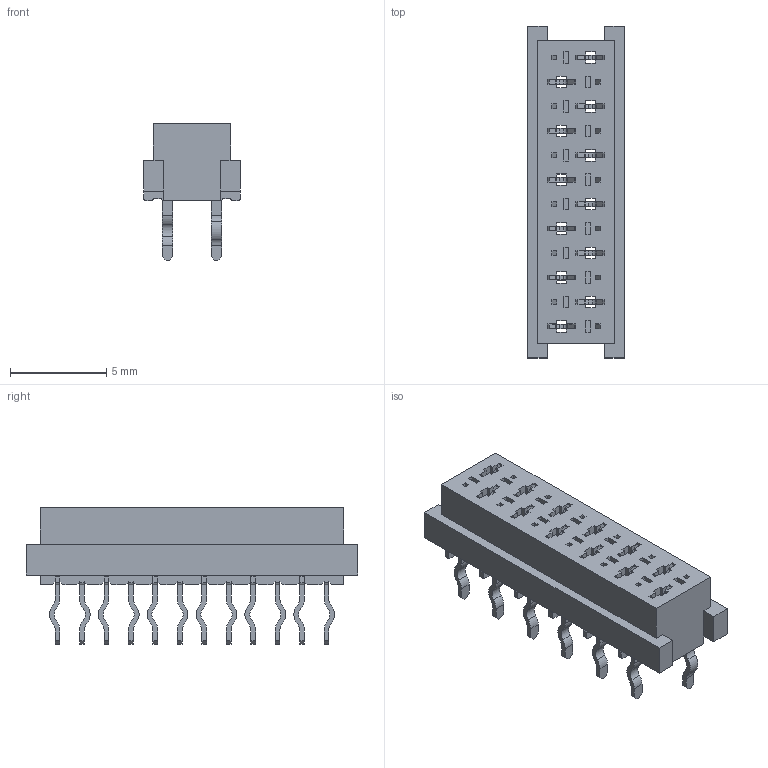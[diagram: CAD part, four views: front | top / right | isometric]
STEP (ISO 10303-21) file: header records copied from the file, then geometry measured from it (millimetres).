
FILE_DESCRIPTION(/* description */ ('Unknown'),/* implementation_level */ '2;1');
FILE_NAME(/* name */ 'J_Wurth_WR-MM_690367181272',/* time_stamp */ '2025-05-08T11:06:33+08:00',/* author */ ('Unknown'),/* organization */ ('Unknown'),/* preprocessor_version */ 'ST-DEVELOPER v19.4',/* originating_system */ 'Solid Edge',/* authorisation */ 'Unknown');
FILE_SCHEMA (('AUTOMOTIVE_DESIGN {1 0 10303 214 3 1 1}'));
Length unit declared in the file: millimetre
Products named in the file (2): J_Wurth_WR-MM_690367181272
Assembly tree (1 placements, depth 2):
  J_Wurth_WR-MM_690367181272
    J_Wurth_WR-MM_690367181272
Bounding box: 5 x 17.24 x 7.1 mm (x, y, z)
Volume: 263.7 mm3; surface area: 601.1 mm2
Topology: 1 solids, 1 shells, 994 faces, 2840 edges, 1812 vertices
Faces by surface type: plane 754, cylinder 240
Entity records: 39066 total; most frequent: CARTESIAN_POINT 5720, ORIENTED_EDGE 5680, DIRECTION 5312, EDGE_CURVE 2840, LINE 2312, VECTOR 2312, VERTEX_POINT 1812, AXIS2_PLACEMENT_3D 1500
